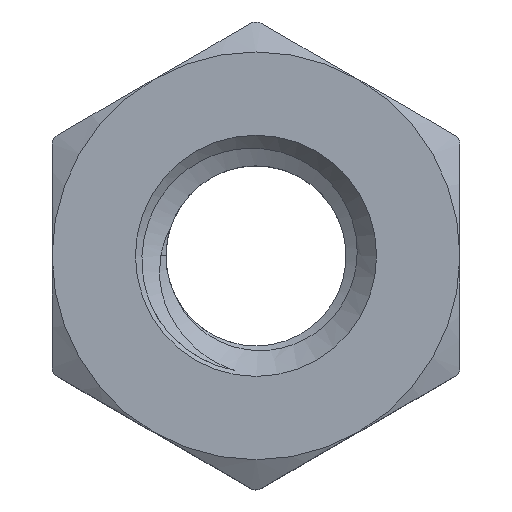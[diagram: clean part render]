
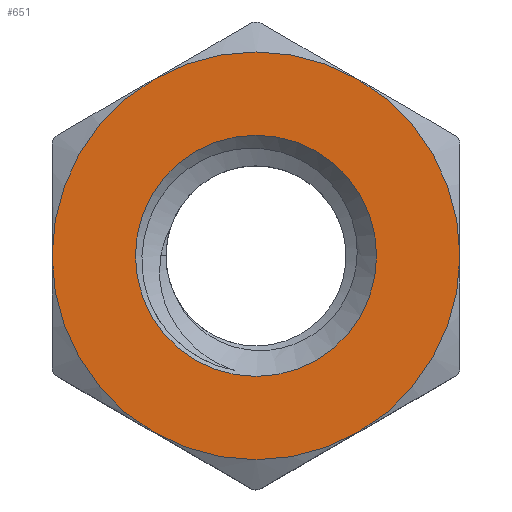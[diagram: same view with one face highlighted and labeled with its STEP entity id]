
A CAD part, top view. The second image highlights one B-rep face of the part: STEP entity #651.
In plain terms, the highlighted planar face has unit normal (0, 0, 1).
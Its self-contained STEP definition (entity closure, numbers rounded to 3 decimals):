
#18=FACE_BOUND('',#131,.T.);
#26=PLANE('',#718);
#89=FACE_OUTER_BOUND('',#130,.T.);
#130=EDGE_LOOP('',(#510,#511,#512,#513,#514,#515));
#131=EDGE_LOOP('',(#516));
#159=CIRCLE('',#703,2.07);
#166=CIRCLE('',#719,3.5);
#167=CIRCLE('',#720,3.5);
#168=CIRCLE('',#721,3.5);
#169=CIRCLE('',#722,3.5);
#170=CIRCLE('',#723,3.5);
#171=CIRCLE('',#724,3.5);
#275=VERTEX_POINT('',#1327);
#283=VERTEX_POINT('',#1456);
#289=VERTEX_POINT('',#1481);
#293=VERTEX_POINT('',#1496);
#298=VERTEX_POINT('',#1516);
#303=VERTEX_POINT('',#1536);
#308=VERTEX_POINT('',#1556);
#348=EDGE_CURVE('',#275,#275,#159,.T.);
#394=EDGE_CURVE('',#303,#308,#166,.T.);
#395=EDGE_CURVE('',#308,#283,#167,.T.);
#396=EDGE_CURVE('',#283,#289,#168,.T.);
#397=EDGE_CURVE('',#289,#293,#169,.T.);
#398=EDGE_CURVE('',#293,#298,#170,.T.);
#399=EDGE_CURVE('',#298,#303,#171,.T.);
#510=ORIENTED_EDGE('',*,*,#394,.T.);
#511=ORIENTED_EDGE('',*,*,#395,.T.);
#512=ORIENTED_EDGE('',*,*,#396,.T.);
#513=ORIENTED_EDGE('',*,*,#397,.T.);
#514=ORIENTED_EDGE('',*,*,#398,.T.);
#515=ORIENTED_EDGE('',*,*,#399,.T.);
#516=ORIENTED_EDGE('',*,*,#348,.F.);
#651=ADVANCED_FACE('',(#89,#18),#26,.T.);
#703=AXIS2_PLACEMENT_3D('',#1329,#788,#789);
#718=AXIS2_PLACEMENT_3D('',#1574,#830,#831);
#719=AXIS2_PLACEMENT_3D('',#1575,#832,#833);
#720=AXIS2_PLACEMENT_3D('',#1576,#834,#835);
#721=AXIS2_PLACEMENT_3D('',#1577,#836,#837);
#722=AXIS2_PLACEMENT_3D('',#1578,#838,#839);
#723=AXIS2_PLACEMENT_3D('',#1579,#840,#841);
#724=AXIS2_PLACEMENT_3D('',#1580,#842,#843);
#788=DIRECTION('center_axis',(0.,0.,1.));
#789=DIRECTION('ref_axis',(1.,0.,0.));
#830=DIRECTION('center_axis',(0.,0.,1.));
#831=DIRECTION('ref_axis',(1.,0.,0.));
#832=DIRECTION('center_axis',(0.,0.,1.));
#833=DIRECTION('ref_axis',(1.,0.,0.));
#834=DIRECTION('center_axis',(0.,0.,1.));
#835=DIRECTION('ref_axis',(1.,0.,0.));
#836=DIRECTION('center_axis',(0.,0.,1.));
#837=DIRECTION('ref_axis',(1.,0.,0.));
#838=DIRECTION('center_axis',(0.,0.,1.));
#839=DIRECTION('ref_axis',(1.,0.,0.));
#840=DIRECTION('center_axis',(0.,0.,1.));
#841=DIRECTION('ref_axis',(1.,0.,0.));
#842=DIRECTION('center_axis',(0.,0.,1.));
#843=DIRECTION('ref_axis',(1.,0.,0.));
#1327=CARTESIAN_POINT('',(-2.07,0.,1.6));
#1329=CARTESIAN_POINT('Origin',(0.,0.,1.6));
#1456=CARTESIAN_POINT('',(1.75,3.031,1.6));
#1481=CARTESIAN_POINT('',(-1.75,3.031,1.6));
#1496=CARTESIAN_POINT('',(-3.5,0.,1.6));
#1516=CARTESIAN_POINT('',(-1.75,-3.031,1.6));
#1536=CARTESIAN_POINT('',(1.75,-3.031,1.6));
#1556=CARTESIAN_POINT('',(3.5,0.,1.6));
#1574=CARTESIAN_POINT('Origin',(0.,0.,1.6));
#1575=CARTESIAN_POINT('Origin',(0.,0.,1.6));
#1576=CARTESIAN_POINT('Origin',(0.,0.,1.6));
#1577=CARTESIAN_POINT('Origin',(0.,0.,1.6));
#1578=CARTESIAN_POINT('Origin',(0.,0.,1.6));
#1579=CARTESIAN_POINT('Origin',(0.,0.,1.6));
#1580=CARTESIAN_POINT('Origin',(0.,0.,1.6));
